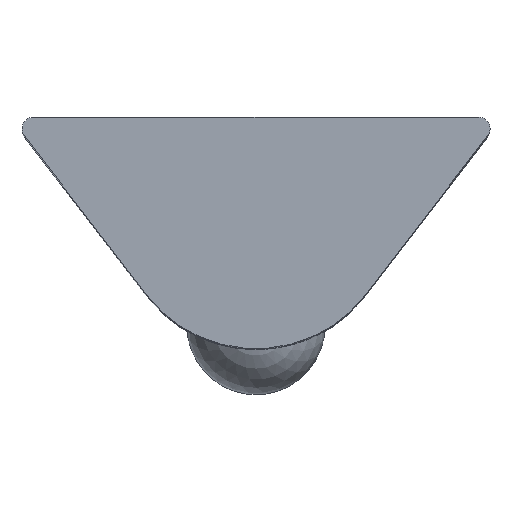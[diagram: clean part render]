
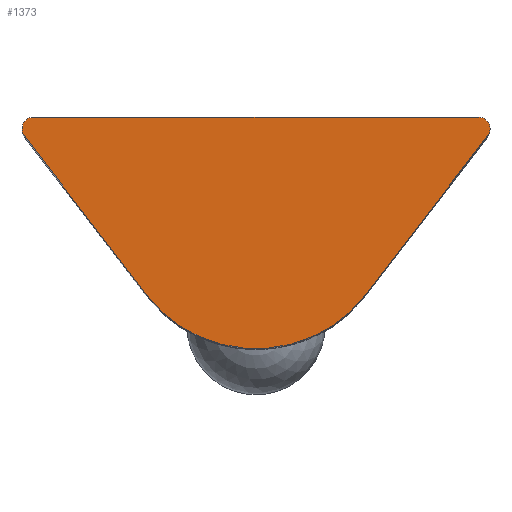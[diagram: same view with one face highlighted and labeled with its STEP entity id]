
A CAD part, top view. The second image highlights one B-rep face of the part: STEP entity #1373.
In plain terms, the highlighted planar face has unit normal (0, 0, 1).
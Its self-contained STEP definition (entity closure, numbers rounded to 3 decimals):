
#21 = LINE ( 'NONE', #770, #1558 ) ;
#50 = ORIENTED_EDGE ( 'NONE', *, *, #344, .T. ) ;
#60 = EDGE_CURVE ( 'NONE', #1056, #1421, #1001, .T. ) ;
#75 = LINE ( 'NONE', #1763, #490 ) ;
#78 = CIRCLE ( 'NONE', #1500, 0.25 ) ;
#80 = ORIENTED_EDGE ( 'NONE', *, *, #1548, .T. ) ;
#94 = DIRECTION ( 'NONE',  ( 0., 0., 1. ) ) ;
#196 = DIRECTION ( 'NONE',  ( -1., 0., 0. ) ) ;
#211 = DIRECTION ( 'NONE',  ( 1., 0., 0. ) ) ;
#249 = VERTEX_POINT ( 'NONE', #620 ) ;
#343 = CARTESIAN_POINT ( 'NONE',  ( -5.023, -0.402, 7.95 ) ) ;
#344 = EDGE_CURVE ( 'NONE', #249, #1731, #585, .T. ) ;
#469 = CARTESIAN_POINT ( 'NONE',  ( 4.825, -0.25, 7.95 ) ) ;
#490 = VECTOR ( 'NONE', #716, 1000. ) ;
#500 = AXIS2_PLACEMENT_3D ( 'NONE', #792, #1837, #941 ) ;
#535 = VERTEX_POINT ( 'NONE', #1403 ) ;
#585 = CIRCLE ( 'NONE', #500, 3. ) ;
#591 = DIRECTION ( 'NONE',  ( 0.609, 0.793, 0. ) ) ;
#605 = CARTESIAN_POINT ( 'NONE',  ( 5.023, -0.402, 7.95 ) ) ;
#619 = EDGE_CURVE ( 'NONE', #1527, #1138, #78, .T. ) ;
#620 = CARTESIAN_POINT ( 'NONE',  ( -2.38, -3.847, 7.95 ) ) ;
#631 = DIRECTION ( 'NONE',  ( 1., 0., 0. ) ) ;
#635 = AXIS2_PLACEMENT_3D ( 'NONE', #1846, #1103, #211 ) ;
#646 = ORIENTED_EDGE ( 'NONE', *, *, #60, .T. ) ;
#654 = EDGE_CURVE ( 'NONE', #535, #1527, #1541, .T. ) ;
#702 = EDGE_LOOP ( 'NONE', ( #1029, #1420, #80, #50, #1560, #646, #775 ) ) ;
#716 = DIRECTION ( 'NONE',  ( 0.609, -0.793, 0. ) ) ;
#770 = CARTESIAN_POINT ( 'NONE',  ( 4.825, 0., 7.95 ) ) ;
#775 = ORIENTED_EDGE ( 'NONE', *, *, #1164, .T. ) ;
#792 = CARTESIAN_POINT ( 'NONE',  ( 0., -2.021, 7.95 ) ) ;
#813 = PLANE ( 'NONE',  #635 ) ;
#843 = CARTESIAN_POINT ( 'NONE',  ( -4.825, -0.25, 7.95 ) ) ;
#860 = VECTOR ( 'NONE', #591, 1000. ) ;
#941 = DIRECTION ( 'NONE',  ( 1., 0., 0. ) ) ;
#965 = CARTESIAN_POINT ( 'NONE',  ( 4.825, 0., 7.95 ) ) ;
#987 = DIRECTION ( 'NONE',  ( 1., 0., 0. ) ) ;
#994 = CARTESIAN_POINT ( 'NONE',  ( -4.825, -0.25, 7.95 ) ) ;
#1001 = CIRCLE ( 'NONE', #1868, 0.25 ) ;
#1029 = ORIENTED_EDGE ( 'NONE', *, *, #654, .T. ) ;
#1033 = CARTESIAN_POINT ( 'NONE',  ( 2.38, -3.847, 7.95 ) ) ;
#1056 = VERTEX_POINT ( 'NONE', #605 ) ;
#1071 = FACE_OUTER_BOUND ( 'NONE', #702, .T. ) ;
#1099 = EDGE_CURVE ( 'NONE', #1731, #1056, #1605, .T. ) ;
#1103 = DIRECTION ( 'NONE',  ( 0., 0., 1. ) ) ;
#1138 = VERTEX_POINT ( 'NONE', #343 ) ;
#1142 = DIRECTION ( 'NONE',  ( 1., 0., 0. ) ) ;
#1164 = EDGE_CURVE ( 'NONE', #1421, #535, #21, .T. ) ;
#1304 = CARTESIAN_POINT ( 'NONE',  ( -5.075, -0.25, 7.95 ) ) ;
#1373 = ADVANCED_FACE ( 'NONE', ( #1071 ), #813, .T. ) ;
#1403 = CARTESIAN_POINT ( 'NONE',  ( -4.825, 0., 7.95 ) ) ;
#1420 = ORIENTED_EDGE ( 'NONE', *, *, #619, .T. ) ;
#1421 = VERTEX_POINT ( 'NONE', #965 ) ;
#1500 = AXIS2_PLACEMENT_3D ( 'NONE', #843, #1884, #987 ) ;
#1516 = DIRECTION ( 'NONE',  ( 0., 0., 1. ) ) ;
#1527 = VERTEX_POINT ( 'NONE', #1304 ) ;
#1541 = CIRCLE ( 'NONE', #1703, 0.25 ) ;
#1548 = EDGE_CURVE ( 'NONE', #1138, #249, #75, .T. ) ;
#1558 = VECTOR ( 'NONE', #196, 1000. ) ;
#1560 = ORIENTED_EDGE ( 'NONE', *, *, #1099, .T. ) ;
#1605 = LINE ( 'NONE', #1931, #860 ) ;
#1703 = AXIS2_PLACEMENT_3D ( 'NONE', #994, #94, #1142 ) ;
#1731 = VERTEX_POINT ( 'NONE', #1033 ) ;
#1763 = CARTESIAN_POINT ( 'NONE',  ( -5.023, -0.402, 7.95 ) ) ;
#1837 = DIRECTION ( 'NONE',  ( 0., 0., 1. ) ) ;
#1846 = CARTESIAN_POINT ( 'NONE',  ( -4.825, -0.25, 7.95 ) ) ;
#1868 = AXIS2_PLACEMENT_3D ( 'NONE', #469, #1516, #631 ) ;
#1884 = DIRECTION ( 'NONE',  ( 0., 0., 1. ) ) ;
#1931 = CARTESIAN_POINT ( 'NONE',  ( 5.023, -0.402, 7.95 ) ) ;
